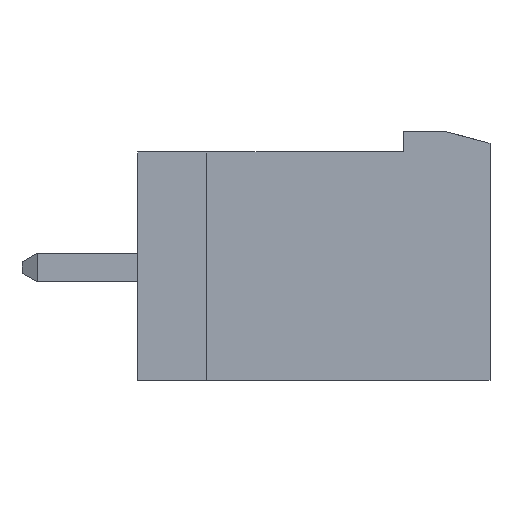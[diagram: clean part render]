
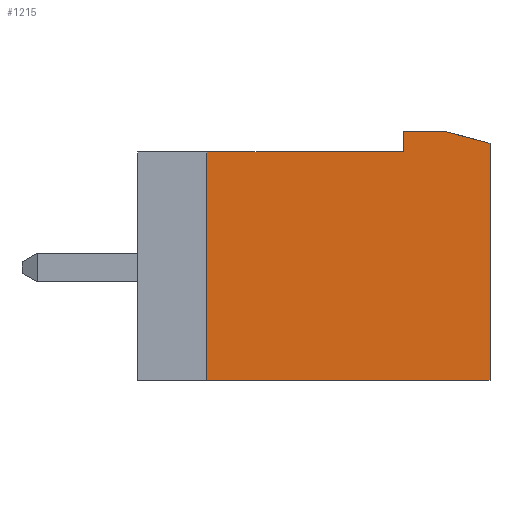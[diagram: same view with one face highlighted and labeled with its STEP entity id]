
A CAD part, front view. The second image highlights one B-rep face of the part: STEP entity #1215.
In plain terms, the highlighted planar face has unit normal (0, -1, 0).
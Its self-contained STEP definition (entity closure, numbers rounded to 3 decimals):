
#1215 = ADVANCED_FACE( '', ( #2552 ), #2553, .F. );
#2552 = FACE_OUTER_BOUND( '', #3962, .T. );
#2553 = PLANE( '', #3963 );
#3962 = EDGE_LOOP( '', ( #7508, #7509, #7510, #7511, #7512, #7513, #7514 ) );
#3963 = AXIS2_PLACEMENT_3D( '', #7515, #7516, #7517 );
#7508 = ORIENTED_EDGE( '', *, *, #8707, .T. );
#7509 = ORIENTED_EDGE( '', *, *, #9645, .T. );
#7510 = ORIENTED_EDGE( '', *, *, #9591, .T. );
#7511 = ORIENTED_EDGE( '', *, *, #9115, .T. );
#7512 = ORIENTED_EDGE( '', *, *, #9611, .T. );
#7513 = ORIENTED_EDGE( '', *, *, #8603, .T. );
#7514 = ORIENTED_EDGE( '', *, *, #9542, .T. );
#7515 = CARTESIAN_POINT( '', ( 0., -67.04, 210.7 ) );
#7516 = DIRECTION( '', ( 0., 1., 0. ) );
#7517 = DIRECTION( '', ( -1., 0., 0. ) );
#8603 = EDGE_CURVE( '', #10445, #10443, #10446, .T. );
#8707 = EDGE_CURVE( '', #10615, #10613, #10616, .T. );
#9115 = EDGE_CURVE( '', #11242, #11240, #11243, .T. );
#9542 = EDGE_CURVE( '', #10443, #10615, #11787, .T. );
#9591 = EDGE_CURVE( '', #11843, #11242, #11844, .T. );
#9611 = EDGE_CURVE( '', #11240, #10445, #11867, .T. );
#9645 = EDGE_CURVE( '', #10613, #11843, #11903, .T. );
#10443 = VERTEX_POINT( '', #13019 );
#10445 = VERTEX_POINT( '', #13022 );
#10446 = LINE( '', #13023, #13024 );
#10613 = VERTEX_POINT( '', #13273 );
#10615 = VERTEX_POINT( '', #13276 );
#10616 = LINE( '', #13277, #13278 );
#11240 = VERTEX_POINT( '', #14195 );
#11242 = VERTEX_POINT( '', #14198 );
#11243 = LINE( '', #14199, #14200 );
#11787 = LINE( '', #15045, #15046 );
#11843 = VERTEX_POINT( '', #15125 );
#11844 = LINE( '', #15126, #15127 );
#11867 = LINE( '', #15164, #15165 );
#11903 = LINE( '', #15214, #15215 );
#13019 = CARTESIAN_POINT( '', ( 1.507, -67.04, 210.7 ) );
#13022 = CARTESIAN_POINT( '', ( 3., -67.04, 210.3 ) );
#13023 = CARTESIAN_POINT( '', ( 1.507, -67.04, 210.7 ) );
#13024 = VECTOR( '', #15727, 1000. );
#13273 = CARTESIAN_POINT( '', ( 0., -67.04, 210. ) );
#13276 = CARTESIAN_POINT( '', ( 0., -67.04, 210.7 ) );
#13277 = CARTESIAN_POINT( '', ( 0., -67.04, 210.2 ) );
#13278 = VECTOR( '', #15823, 1000. );
#14195 = CARTESIAN_POINT( '', ( 3., -67.04, 202.1 ) );
#14198 = CARTESIAN_POINT( '', ( -6.8, -67.04, 202.1 ) );
#14199 = CARTESIAN_POINT( '', ( 3., -67.04, 202.1 ) );
#14200 = VECTOR( '', #16178, 1000. );
#15045 = CARTESIAN_POINT( '', ( 0., -67.04, 210.7 ) );
#15046 = VECTOR( '', #16483, 1000. );
#15125 = CARTESIAN_POINT( '', ( -6.8, -67.04, 210. ) );
#15126 = CARTESIAN_POINT( '', ( -6.8, -67.04, 202.1 ) );
#15127 = VECTOR( '', #16513, 1000. );
#15164 = CARTESIAN_POINT( '', ( 3., -67.04, 210.3 ) );
#15165 = VECTOR( '', #16531, 1000. );
#15214 = CARTESIAN_POINT( '', ( -6.8, -67.04, 210. ) );
#15215 = VECTOR( '', #16545, 1000. );
#15727 = DIRECTION( '', ( -0.966, 0., 0.259 ) );
#15823 = DIRECTION( '', ( 0., 0., -1. ) );
#16178 = DIRECTION( '', ( 1., 0., 0. ) );
#16483 = DIRECTION( '', ( -1., 0., 0. ) );
#16513 = DIRECTION( '', ( 0., 0., -1. ) );
#16531 = DIRECTION( '', ( 0., 0., 1. ) );
#16545 = DIRECTION( '', ( -1., 0., 0. ) );
